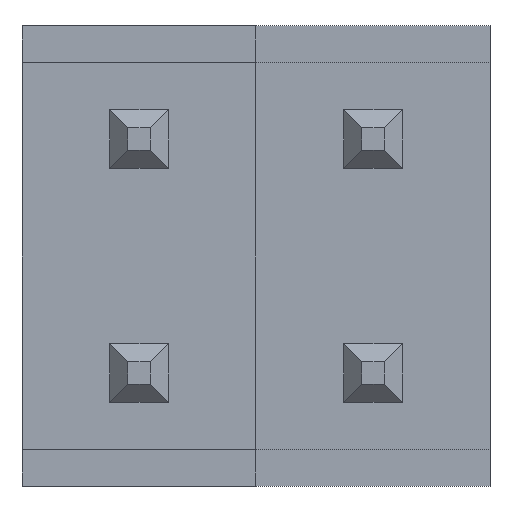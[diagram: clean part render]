
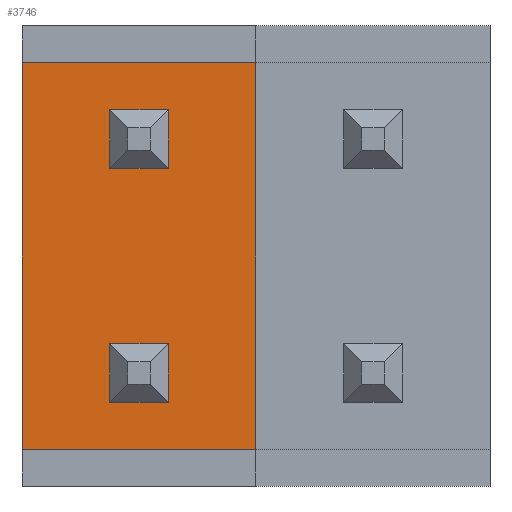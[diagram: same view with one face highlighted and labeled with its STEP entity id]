
A CAD part, front view. The second image highlights one B-rep face of the part: STEP entity #3746.
In plain terms, the highlighted planar face has unit normal (0, -1, 0).
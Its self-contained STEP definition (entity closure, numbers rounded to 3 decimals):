
#4 = ORIENTED_EDGE ( 'NONE', *, *, #1243, .T. ) ;
#71 = VECTOR ( 'NONE', #1499, 1000. ) ;
#107 = DIRECTION ( 'NONE',  ( 0., 0., -1. ) ) ;
#199 = VERTEX_POINT ( 'NONE', #615 ) ;
#206 = CARTESIAN_POINT ( 'NONE',  ( -0.32, 0.54, 0.95 ) ) ;
#268 = DIRECTION ( 'NONE',  ( 0., 0., 1. ) ) ;
#279 = DIRECTION ( 'NONE',  ( 0., 1., 0. ) ) ;
#304 = EDGE_CURVE ( 'NONE', #1691, #3819, #3669, .T. ) ;
#341 = FACE_OUTER_BOUND ( 'NONE', #798, .T. ) ;
#403 = CARTESIAN_POINT ( 'NONE',  ( -0.32, 0.54, -0.95 ) ) ;
#486 = DIRECTION ( 'NONE',  ( 0., 0., -1. ) ) ;
#496 = AXIS2_PLACEMENT_3D ( 'NONE', #1507, #279, #916 ) ;
#562 = CARTESIAN_POINT ( 'NONE',  ( -1.271, 0.54, -2.1 ) ) ;
#606 = VERTEX_POINT ( 'NONE', #2306 ) ;
#613 = CARTESIAN_POINT ( 'NONE',  ( 1.27, 0.54, -2.1 ) ) ;
#615 = CARTESIAN_POINT ( 'NONE',  ( 1.27, 0.54, 2.1 ) ) ;
#786 = ORIENTED_EDGE ( 'NONE', *, *, #2824, .F. ) ;
#787 = VECTOR ( 'NONE', #486, 1000. ) ;
#798 = EDGE_LOOP ( 'NONE', ( #4, #2908, #3261, #786 ) ) ;
#890 = VERTEX_POINT ( 'NONE', #3628 ) ;
#916 = DIRECTION ( 'NONE',  ( 0., 0., 1. ) ) ;
#943 = CARTESIAN_POINT ( 'NONE',  ( -1.271, 0.54, 2.1 ) ) ;
#996 = CARTESIAN_POINT ( 'NONE',  ( 0.32, 0.54, -1.59 ) ) ;
#1007 = VECTOR ( 'NONE', #1557, 1000. ) ;
#1033 = DIRECTION ( 'NONE',  ( 1., 0., 0. ) ) ;
#1053 = DIRECTION ( 'NONE',  ( 0., 0., 1. ) ) ;
#1098 = LINE ( 'NONE', #2305, #1190 ) ;
#1190 = VECTOR ( 'NONE', #1053, 1000. ) ;
#1198 = CARTESIAN_POINT ( 'NONE',  ( 0.32, 0.54, 0.95 ) ) ;
#1243 = EDGE_CURVE ( 'NONE', #3738, #3498, #3335, .T. ) ;
#1304 = DIRECTION ( 'NONE',  ( 1., 0., 0. ) ) ;
#1342 = CARTESIAN_POINT ( 'NONE',  ( -0.32, 0.54, -1.59 ) ) ;
#1427 = VERTEX_POINT ( 'NONE', #1509 ) ;
#1499 = DIRECTION ( 'NONE',  ( 0., 0., 1. ) ) ;
#1507 = CARTESIAN_POINT ( 'NONE',  ( -1.271, 0.54, 2.1 ) ) ;
#1509 = CARTESIAN_POINT ( 'NONE',  ( 0.32, 0.54, -1.59 ) ) ;
#1517 = EDGE_CURVE ( 'NONE', #3498, #1553, #2864, .T. ) ;
#1523 = ORIENTED_EDGE ( 'NONE', *, *, #3153, .T. ) ;
#1536 = FACE_BOUND ( 'NONE', #1653, .T. ) ;
#1553 = VERTEX_POINT ( 'NONE', #613 ) ;
#1557 = DIRECTION ( 'NONE',  ( 1., 0., 0. ) ) ;
#1653 = EDGE_LOOP ( 'NONE', ( #3777, #3680, #3778, #1523 ) ) ;
#1691 = VERTEX_POINT ( 'NONE', #403 ) ;
#1702 = CARTESIAN_POINT ( 'NONE',  ( -1.27, 0.54, 2.1 ) ) ;
#1812 = EDGE_CURVE ( 'NONE', #1427, #890, #2145, .T. ) ;
#1822 = VECTOR ( 'NONE', #2362, 1000. ) ;
#1832 = VECTOR ( 'NONE', #1910, 1000. ) ;
#1910 = DIRECTION ( 'NONE',  ( 0., 0., -1. ) ) ;
#1967 = VECTOR ( 'NONE', #1304, 1000. ) ;
#2015 = EDGE_CURVE ( 'NONE', #606, #2073, #3516, .T. ) ;
#2071 = EDGE_LOOP ( 'NONE', ( #3822, #3063, #3546, #2644 ) ) ;
#2073 = VERTEX_POINT ( 'NONE', #2232 ) ;
#2096 = PLANE ( 'NONE',  #496 ) ;
#2145 = LINE ( 'NONE', #1342, #3140 ) ;
#2149 = CARTESIAN_POINT ( 'NONE',  ( -0.32, 0.54, -0.95 ) ) ;
#2232 = CARTESIAN_POINT ( 'NONE',  ( -0.32, 0.54, 1.59 ) ) ;
#2236 = EDGE_CURVE ( 'NONE', #2304, #3448, #3438, .T. ) ;
#2304 = VERTEX_POINT ( 'NONE', #2533 ) ;
#2305 = CARTESIAN_POINT ( 'NONE',  ( -0.32, 0.54, -1.59 ) ) ;
#2306 = CARTESIAN_POINT ( 'NONE',  ( -0.32, 0.54, 0.95 ) ) ;
#2334 = FACE_BOUND ( 'NONE', #2071, .T. ) ;
#2362 = DIRECTION ( 'NONE',  ( -1., 0., 0. ) ) ;
#2384 = LINE ( 'NONE', #206, #1822 ) ;
#2473 = CARTESIAN_POINT ( 'NONE',  ( 0.32, 0.54, 1.59 ) ) ;
#2533 = CARTESIAN_POINT ( 'NONE',  ( 0.32, 0.54, 1.59 ) ) ;
#2553 = DIRECTION ( 'NONE',  ( -1., 0., 0. ) ) ;
#2596 = EDGE_CURVE ( 'NONE', #3448, #606, #2384, .T. ) ;
#2644 = ORIENTED_EDGE ( 'NONE', *, *, #2236, .T. ) ;
#2674 = LINE ( 'NONE', #943, #1007 ) ;
#2721 = LINE ( 'NONE', #3016, #3527 ) ;
#2771 = VECTOR ( 'NONE', #3361, 1000. ) ;
#2793 = EDGE_CURVE ( 'NONE', #1553, #199, #2721, .T. ) ;
#2824 = EDGE_CURVE ( 'NONE', #3738, #199, #2674, .T. ) ;
#2864 = LINE ( 'NONE', #562, #2771 ) ;
#2908 = ORIENTED_EDGE ( 'NONE', *, *, #1517, .T. ) ;
#2991 = LINE ( 'NONE', #996, #3862 ) ;
#3016 = CARTESIAN_POINT ( 'NONE',  ( 1.27, 0.54, 2.1 ) ) ;
#3024 = EDGE_CURVE ( 'NONE', #2073, #2304, #3800, .T. ) ;
#3063 = ORIENTED_EDGE ( 'NONE', *, *, #2015, .T. ) ;
#3140 = VECTOR ( 'NONE', #2553, 1000. ) ;
#3153 = EDGE_CURVE ( 'NONE', #890, #1691, #1098, .T. ) ;
#3261 = ORIENTED_EDGE ( 'NONE', *, *, #2793, .T. ) ;
#3301 = CARTESIAN_POINT ( 'NONE',  ( -0.32, 0.54, 1.59 ) ) ;
#3305 = CARTESIAN_POINT ( 'NONE',  ( 0.32, 0.54, -0.95 ) ) ;
#3335 = LINE ( 'NONE', #1702, #787 ) ;
#3361 = DIRECTION ( 'NONE',  ( 1., 0., 0. ) ) ;
#3438 = LINE ( 'NONE', #2473, #1832 ) ;
#3448 = VERTEX_POINT ( 'NONE', #1198 ) ;
#3498 = VERTEX_POINT ( 'NONE', #3687 ) ;
#3516 = LINE ( 'NONE', #3301, #71 ) ;
#3527 = VECTOR ( 'NONE', #268, 1000. ) ;
#3546 = ORIENTED_EDGE ( 'NONE', *, *, #3024, .T. ) ;
#3604 = CARTESIAN_POINT ( 'NONE',  ( -1.27, 0.54, 2.1 ) ) ;
#3628 = CARTESIAN_POINT ( 'NONE',  ( -0.32, 0.54, -1.59 ) ) ;
#3641 = EDGE_CURVE ( 'NONE', #3819, #1427, #2991, .T. ) ;
#3669 = LINE ( 'NONE', #2149, #1967 ) ;
#3680 = ORIENTED_EDGE ( 'NONE', *, *, #3641, .T. ) ;
#3687 = CARTESIAN_POINT ( 'NONE',  ( -1.27, 0.54, -2.1 ) ) ;
#3713 = VECTOR ( 'NONE', #1033, 1000. ) ;
#3715 = CARTESIAN_POINT ( 'NONE',  ( -0.32, 0.54, 1.59 ) ) ;
#3738 = VERTEX_POINT ( 'NONE', #3604 ) ;
#3746 = ADVANCED_FACE ( 'NONE', ( #2334, #1536, #341 ), #2096, .F. ) ;
#3777 = ORIENTED_EDGE ( 'NONE', *, *, #304, .T. ) ;
#3778 = ORIENTED_EDGE ( 'NONE', *, *, #1812, .T. ) ;
#3800 = LINE ( 'NONE', #3715, #3713 ) ;
#3819 = VERTEX_POINT ( 'NONE', #3305 ) ;
#3822 = ORIENTED_EDGE ( 'NONE', *, *, #2596, .T. ) ;
#3862 = VECTOR ( 'NONE', #107, 1000. ) ;
